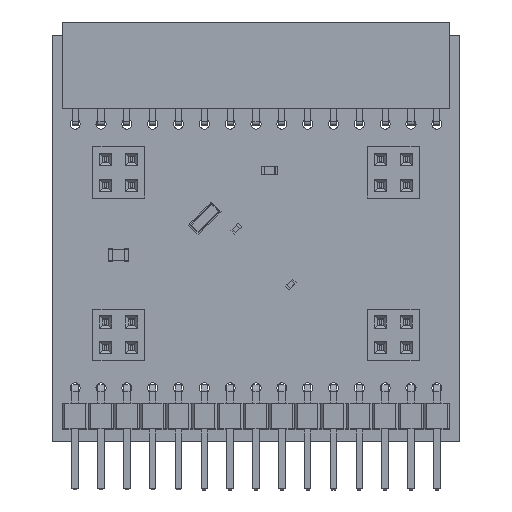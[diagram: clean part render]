
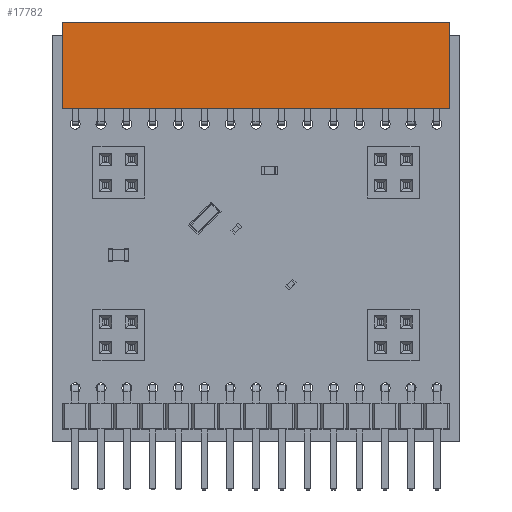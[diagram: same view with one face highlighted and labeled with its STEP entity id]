
A CAD part, top view. The second image highlights one B-rep face of the part: STEP entity #17782.
In plain terms, the highlighted planar face has unit normal (0, 0, 1).
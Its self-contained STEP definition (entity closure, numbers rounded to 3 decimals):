
#17782 = ADVANCED_FACE('',(#17783),#17817,.F.);
#17783 = FACE_BOUND('',#17784,.F.);
#17784 = EDGE_LOOP('',(#17785,#17795,#17803,#17811));
#17785 = ORIENTED_EDGE('',*,*,#17786,.T.);
#17786 = EDGE_CURVE('',#17787,#17789,#17791,.T.);
#17787 = VERTEX_POINT('',#17788);
#17788 = CARTESIAN_POINT('',(-1.52,-36.83,2.54));
#17789 = VERTEX_POINT('',#17790);
#17790 = CARTESIAN_POINT('',(-10.03,-36.83,2.54));
#17791 = LINE('',#17792,#17793);
#17792 = CARTESIAN_POINT('',(-1.52,-36.83,2.54));
#17793 = VECTOR('',#17794,1.);
#17794 = DIRECTION('',(-1.,0.,0.));
#17795 = ORIENTED_EDGE('',*,*,#17796,.T.);
#17796 = EDGE_CURVE('',#17789,#17797,#17799,.T.);
#17797 = VERTEX_POINT('',#17798);
#17798 = CARTESIAN_POINT('',(-10.03,1.27,2.54));
#17799 = LINE('',#17800,#17801);
#17800 = CARTESIAN_POINT('',(-10.03,-36.83,2.54));
#17801 = VECTOR('',#17802,1.);
#17802 = DIRECTION('',(0.,1.,0.));
#17803 = ORIENTED_EDGE('',*,*,#17804,.F.);
#17804 = EDGE_CURVE('',#17805,#17797,#17807,.T.);
#17805 = VERTEX_POINT('',#17806);
#17806 = CARTESIAN_POINT('',(-1.52,1.27,2.54));
#17807 = LINE('',#17808,#17809);
#17808 = CARTESIAN_POINT('',(-1.52,1.27,2.54));
#17809 = VECTOR('',#17810,1.);
#17810 = DIRECTION('',(-1.,0.,0.));
#17811 = ORIENTED_EDGE('',*,*,#17812,.F.);
#17812 = EDGE_CURVE('',#17787,#17805,#17813,.T.);
#17813 = LINE('',#17814,#17815);
#17814 = CARTESIAN_POINT('',(-1.52,-36.83,2.54));
#17815 = VECTOR('',#17816,1.);
#17816 = DIRECTION('',(0.,1.,0.));
#17817 = PLANE('',#17818);
#17818 = AXIS2_PLACEMENT_3D('',#17819,#17820,#17821);
#17819 = CARTESIAN_POINT('',(-1.52,-36.83,2.54));
#17820 = DIRECTION('',(0.,0.,-1.));
#17821 = DIRECTION('',(0.,1.,0.));
